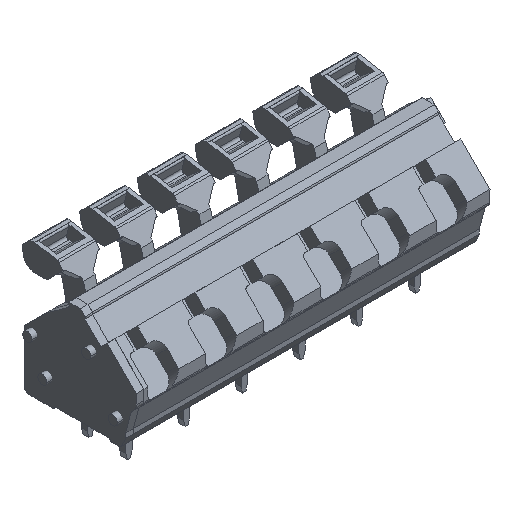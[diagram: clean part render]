
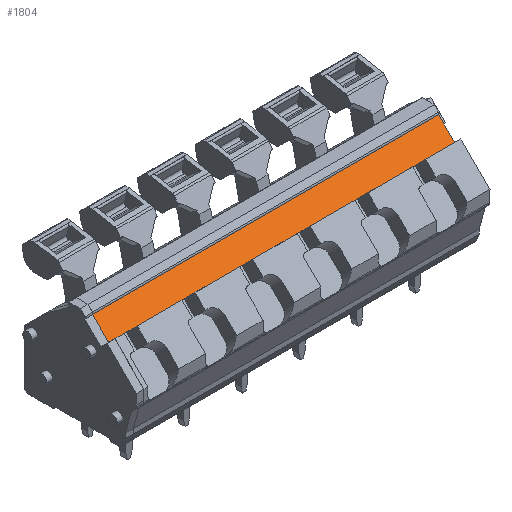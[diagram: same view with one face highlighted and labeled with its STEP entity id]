
A CAD part, isometric view. The second image highlights one B-rep face of the part: STEP entity #1804.
In plain terms, the highlighted planar face has unit normal (0, -0.707, 0.707).
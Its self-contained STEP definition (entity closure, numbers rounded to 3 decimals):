
#1688=AXIS2_PLACEMENT_3D('Plane Axis2P3D',#1685,#1686,#1687) ;
#252=CARTESIAN_POINT('Vertex',(1.7,4.588,13.942)) ;
#255=CARTESIAN_POINT('Line Origine',(1.7,5.637,14.99)) ;
#259=CARTESIAN_POINT('Vertex',(1.7,6.686,16.039)) ;
#1669=CARTESIAN_POINT('Vertex',(2.93,4.588,13.942)) ;
#1672=CARTESIAN_POINT('Line Origine',(2.315,4.588,13.942)) ;
#1685=CARTESIAN_POINT('Axis2P3D Location',(6.35,6.686,16.039)) ;
#1690=CARTESIAN_POINT('Line Origine',(3.774,4.588,13.942)) ;
#1694=CARTESIAN_POINT('Vertex',(4.617,4.588,13.942)) ;
#1697=CARTESIAN_POINT('Line Origine',(7.524,4.588,13.942)) ;
#1701=CARTESIAN_POINT('Vertex',(10.43,4.588,13.942)) ;
#1704=CARTESIAN_POINT('Line Origine',(11.274,4.588,13.942)) ;
#1708=CARTESIAN_POINT('Vertex',(12.117,4.588,13.942)) ;
#1711=CARTESIAN_POINT('Line Origine',(15.024,4.588,13.942)) ;
#1715=CARTESIAN_POINT('Vertex',(17.93,4.588,13.942)) ;
#1718=CARTESIAN_POINT('Line Origine',(18.774,4.588,13.942)) ;
#1722=CARTESIAN_POINT('Vertex',(19.617,4.588,13.942)) ;
#1725=CARTESIAN_POINT('Line Origine',(22.524,4.588,13.942)) ;
#1729=CARTESIAN_POINT('Vertex',(25.43,4.588,13.942)) ;
#1732=CARTESIAN_POINT('Line Origine',(26.274,4.588,13.942)) ;
#1736=CARTESIAN_POINT('Vertex',(27.117,4.588,13.942)) ;
#1739=CARTESIAN_POINT('Line Origine',(30.024,4.588,13.942)) ;
#1743=CARTESIAN_POINT('Vertex',(32.93,4.588,13.942)) ;
#1746=CARTESIAN_POINT('Line Origine',(33.774,4.588,13.942)) ;
#1750=CARTESIAN_POINT('Vertex',(34.617,4.588,13.942)) ;
#1753=CARTESIAN_POINT('Line Origine',(37.524,4.588,13.942)) ;
#1757=CARTESIAN_POINT('Vertex',(40.43,4.588,13.942)) ;
#1760=CARTESIAN_POINT('Line Origine',(41.274,4.588,13.942)) ;
#1764=CARTESIAN_POINT('Vertex',(42.117,4.588,13.942)) ;
#1767=CARTESIAN_POINT('Line Origine',(44.409,4.588,13.942)) ;
#1771=CARTESIAN_POINT('Vertex',(46.7,4.588,13.942)) ;
#1774=CARTESIAN_POINT('Line Origine',(46.7,5.637,14.99)) ;
#1778=CARTESIAN_POINT('Vertex',(46.7,6.686,16.039)) ;
#1781=CARTESIAN_POINT('Line Origine',(24.2,6.686,16.039)) ;
#256=DIRECTION('Vector Direction',(0.,-0.707,-0.707)) ;
#1673=DIRECTION('Vector Direction',(-1.,0.,0.)) ;
#1686=DIRECTION('Axis2P3D Direction',(0.,0.707,-0.707)) ;
#1687=DIRECTION('Axis2P3D XDirection',(0.,-0.707,-0.707)) ;
#1691=DIRECTION('Vector Direction',(-1.,0.,0.)) ;
#1698=DIRECTION('Vector Direction',(-1.,0.,0.)) ;
#1705=DIRECTION('Vector Direction',(-1.,0.,0.)) ;
#1712=DIRECTION('Vector Direction',(-1.,0.,0.)) ;
#1719=DIRECTION('Vector Direction',(-1.,0.,0.)) ;
#1726=DIRECTION('Vector Direction',(-1.,0.,0.)) ;
#1733=DIRECTION('Vector Direction',(-1.,0.,0.)) ;
#1740=DIRECTION('Vector Direction',(-1.,0.,0.)) ;
#1747=DIRECTION('Vector Direction',(-1.,0.,0.)) ;
#1754=DIRECTION('Vector Direction',(-1.,0.,0.)) ;
#1761=DIRECTION('Vector Direction',(-1.,0.,0.)) ;
#1768=DIRECTION('Vector Direction',(-1.,0.,0.)) ;
#1775=DIRECTION('Vector Direction',(0.,-0.707,-0.707)) ;
#1782=DIRECTION('Vector Direction',(-1.,0.,0.)) ;
#257=VECTOR('Line Direction',#256,1.) ;
#1674=VECTOR('Line Direction',#1673,1.) ;
#1692=VECTOR('Line Direction',#1691,1.) ;
#1699=VECTOR('Line Direction',#1698,1.) ;
#1706=VECTOR('Line Direction',#1705,1.) ;
#1713=VECTOR('Line Direction',#1712,1.) ;
#1720=VECTOR('Line Direction',#1719,1.) ;
#1727=VECTOR('Line Direction',#1726,1.) ;
#1734=VECTOR('Line Direction',#1733,1.) ;
#1741=VECTOR('Line Direction',#1740,1.) ;
#1748=VECTOR('Line Direction',#1747,1.) ;
#1755=VECTOR('Line Direction',#1754,1.) ;
#1762=VECTOR('Line Direction',#1761,1.) ;
#1769=VECTOR('Line Direction',#1768,1.) ;
#1776=VECTOR('Line Direction',#1775,1.) ;
#1783=VECTOR('Line Direction',#1782,1.) ;
#1787=ORIENTED_EDGE('',*,*,#1676,.F.) ;
#1788=ORIENTED_EDGE('',*,*,#1696,.F.) ;
#1789=ORIENTED_EDGE('',*,*,#1703,.F.) ;
#1790=ORIENTED_EDGE('',*,*,#1710,.F.) ;
#1791=ORIENTED_EDGE('',*,*,#1717,.F.) ;
#1792=ORIENTED_EDGE('',*,*,#1724,.F.) ;
#1793=ORIENTED_EDGE('',*,*,#1731,.F.) ;
#1794=ORIENTED_EDGE('',*,*,#1738,.F.) ;
#1795=ORIENTED_EDGE('',*,*,#1745,.F.) ;
#1796=ORIENTED_EDGE('',*,*,#1752,.F.) ;
#1797=ORIENTED_EDGE('',*,*,#1759,.F.) ;
#1798=ORIENTED_EDGE('',*,*,#1766,.F.) ;
#1799=ORIENTED_EDGE('',*,*,#1773,.F.) ;
#1800=ORIENTED_EDGE('',*,*,#1780,.T.) ;
#1801=ORIENTED_EDGE('',*,*,#1785,.T.) ;
#1802=ORIENTED_EDGE('',*,*,#261,.F.) ;
#1804=ADVANCED_FACE('Housing\\LMZF500-housing',(#1803),#1689,.F.) ;
#261=EDGE_CURVE('',#253,#260,#258,.F.) ;
#1676=EDGE_CURVE('',#1670,#253,#1675,.T.) ;
#1696=EDGE_CURVE('',#1695,#1670,#1693,.T.) ;
#1703=EDGE_CURVE('',#1702,#1695,#1700,.T.) ;
#1710=EDGE_CURVE('',#1709,#1702,#1707,.T.) ;
#1717=EDGE_CURVE('',#1716,#1709,#1714,.T.) ;
#1724=EDGE_CURVE('',#1723,#1716,#1721,.T.) ;
#1731=EDGE_CURVE('',#1730,#1723,#1728,.T.) ;
#1738=EDGE_CURVE('',#1737,#1730,#1735,.T.) ;
#1745=EDGE_CURVE('',#1744,#1737,#1742,.T.) ;
#1752=EDGE_CURVE('',#1751,#1744,#1749,.T.) ;
#1759=EDGE_CURVE('',#1758,#1751,#1756,.T.) ;
#1766=EDGE_CURVE('',#1765,#1758,#1763,.T.) ;
#1773=EDGE_CURVE('',#1772,#1765,#1770,.T.) ;
#1780=EDGE_CURVE('',#1772,#1779,#1777,.F.) ;
#1785=EDGE_CURVE('',#1779,#260,#1784,.T.) ;
#1786=EDGE_LOOP('',(#1787,#1788,#1789,#1790,#1791,#1792,#1793,#1794,#1795,#1796,#1797,#1798,#1799,#1800,#1801,#1802)) ;
#1803=FACE_OUTER_BOUND('',#1786,.T.) ;
#258=LINE('Line',#255,#257) ;
#1675=LINE('Line',#1672,#1674) ;
#1693=LINE('Line',#1690,#1692) ;
#1700=LINE('Line',#1697,#1699) ;
#1707=LINE('Line',#1704,#1706) ;
#1714=LINE('Line',#1711,#1713) ;
#1721=LINE('Line',#1718,#1720) ;
#1728=LINE('Line',#1725,#1727) ;
#1735=LINE('Line',#1732,#1734) ;
#1742=LINE('Line',#1739,#1741) ;
#1749=LINE('Line',#1746,#1748) ;
#1756=LINE('Line',#1753,#1755) ;
#1763=LINE('Line',#1760,#1762) ;
#1770=LINE('Line',#1767,#1769) ;
#1777=LINE('Line',#1774,#1776) ;
#1784=LINE('Line',#1781,#1783) ;
#1689=PLANE('',#1688) ;
#253=VERTEX_POINT('',#252) ;
#260=VERTEX_POINT('',#259) ;
#1670=VERTEX_POINT('',#1669) ;
#1695=VERTEX_POINT('',#1694) ;
#1702=VERTEX_POINT('',#1701) ;
#1709=VERTEX_POINT('',#1708) ;
#1716=VERTEX_POINT('',#1715) ;
#1723=VERTEX_POINT('',#1722) ;
#1730=VERTEX_POINT('',#1729) ;
#1737=VERTEX_POINT('',#1736) ;
#1744=VERTEX_POINT('',#1743) ;
#1751=VERTEX_POINT('',#1750) ;
#1758=VERTEX_POINT('',#1757) ;
#1765=VERTEX_POINT('',#1764) ;
#1772=VERTEX_POINT('',#1771) ;
#1779=VERTEX_POINT('',#1778) ;
